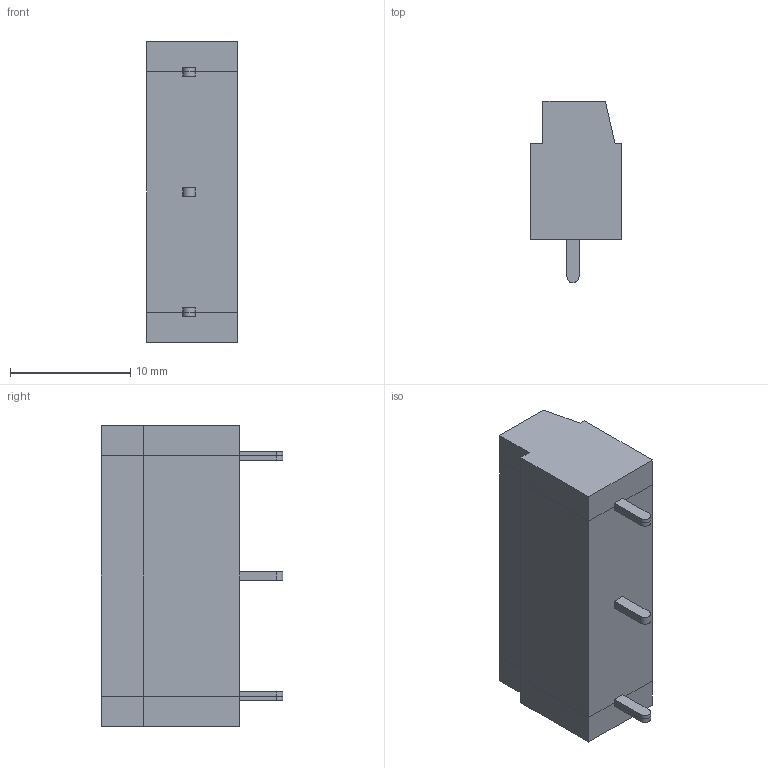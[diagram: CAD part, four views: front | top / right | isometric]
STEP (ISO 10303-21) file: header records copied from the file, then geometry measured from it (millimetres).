
FILE_DESCRIPTION( ( 'Unknown' ), '1' );
FILE_NAME( '691137810003.stp', 'Unknown', ( 'Unknown' ), ( 'Unknown' ), 'PSStep 17.0.49', 'Unknown', ' ' );
FILE_SCHEMA( ( 'AUTOMOTIVE_DESIGN { 1 0 10303 214 1 1 1 1 }' ) );
Length unit declared in the file: millimetre
Products named in the file (4): Assem1; MRT12P10_DX; MRT12P10_SX; MRT12P10_CNT
Assembly tree (3 placements, depth 2):
  Assem1
    MRT12P10_DX
    MRT12P10_SX
    MRT12P10_CNT
Bounding box: 7.5 x 15.1 x 25 mm (x, y, z)
Volume: 1202.5 mm3; surface area: 2722.7 mm2
Topology: 3 solids, 4 shells, 325 faces, 975 edges, 638 vertices
Faces by surface type: plane 249, cylinder 76
Full cylindrical faces by diameter (mm): 2.45 x2, 2.5 x2, 3.7 x4
Entity records: 13712 total; most frequent: CARTESIAN_POINT 2092, ORIENTED_EDGE 1930, DIRECTION 1797, EDGE_CURVE 965, LINE 785, VECTOR 785, VERTEX_POINT 636, AXIS2_PLACEMENT_3D 506
